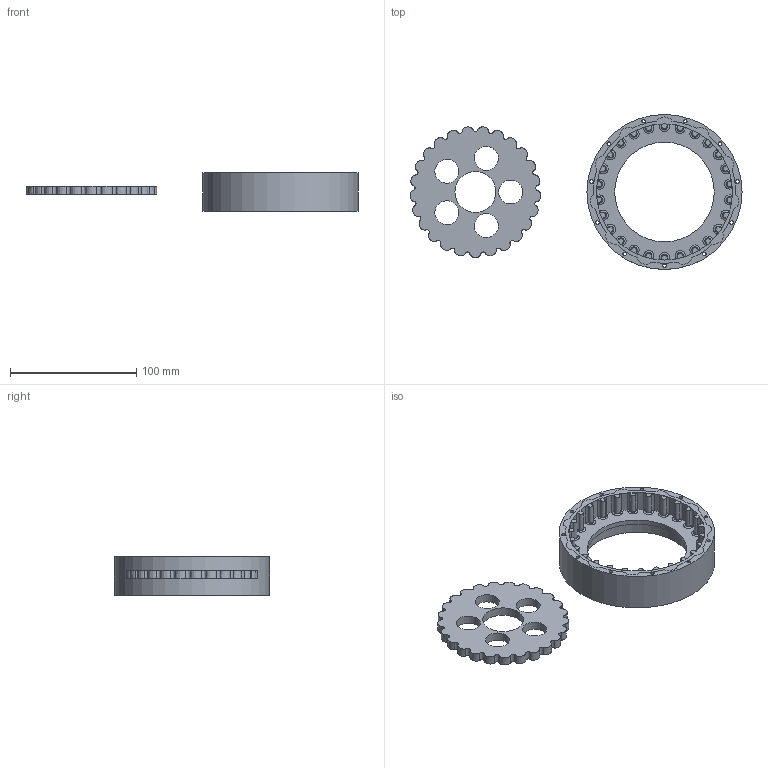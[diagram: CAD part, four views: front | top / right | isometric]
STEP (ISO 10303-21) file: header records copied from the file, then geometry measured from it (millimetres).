
FILE_DESCRIPTION(/* description */ (''),/* implementation_level */ '2;1');
FILE_NAME(/* name */ 'assembly_v2.step',/* time_stamp */ '2023-12-13T12:05:02-06:00',/* author */ (''),/* organization */ (''),/* preprocessor_version */ 'ST-DEVELOPER v20',/* originating_system */ 'Autodesk Translation Framework v12.14.0.127',/* authorisation */ '');
FILE_SCHEMA (('AUTOMOTIVE_DESIGN { 1 0 10303 214 3 1 1 }'));
Length unit declared in the file: millimetre
Products named in the file (4): assembly; Modifed Gearbox Housing; Modified Gearbox; Modified_Gear_v2
Assembly tree (4 placements, depth 3):
  assembly
    Modified_Gear_v2
    Modifed Gearbox Housing
    Modified Gearbox
      Modified_Gear_v2
Bounding box: 263.41 x 123 x 30.5 mm (x, y, z)
Volume: 219611.6 mm3; surface area: 99163.8 mm2
Topology: 4 solids, 4 shells, 459 faces, 1314 edges, 876 vertices
Faces by surface type: cylinder 210, plane 173, bspline 50, cone 26
Full cylindrical faces by diameter (mm): 2.8 x11, 4.3 x11, 19 x10, 32.5 x2, 79 x1, 85.25 x1, 108 x1, 123 x1
Entity records: 15287 total; most frequent: CARTESIAN_POINT 5724, DIRECTION 2076, ORIENTED_EDGE 1992, EDGE_CURVE 996, AXIS2_PLACEMENT_3D 848, VERTEX_POINT 664, CIRCLE 514, EDGE_LOOP 402
